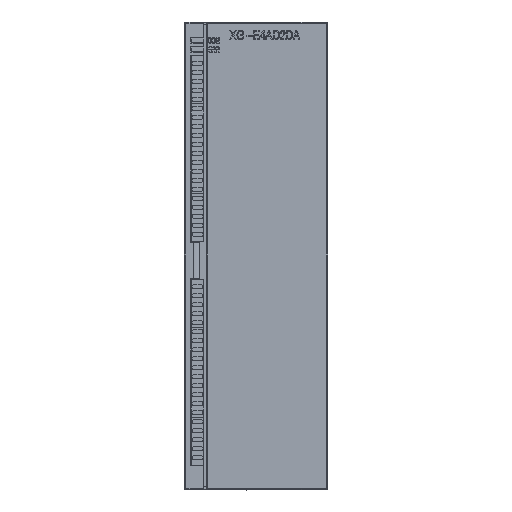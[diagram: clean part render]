
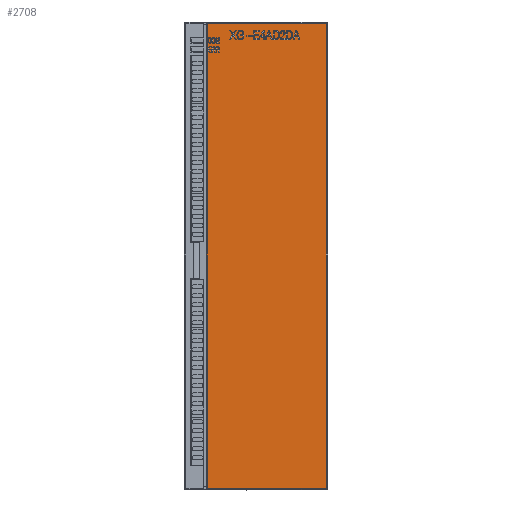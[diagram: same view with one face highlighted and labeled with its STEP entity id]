
A CAD part, front view. The second image highlights one B-rep face of the part: STEP entity #2708.
In plain terms, the highlighted free-form (B-spline) face has degree [1, 1] with [2, 2] control points.
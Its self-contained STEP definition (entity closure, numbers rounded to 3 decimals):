
#2708=ADVANCED_FACE('',(#3846),#18835,.T.);
#3846=FACE_OUTER_BOUND('',#5103,.T.);
#5103=EDGE_LOOP('',(#11019,#11020,#11021,#11022));
#11019=ORIENTED_EDGE('',*,*,#13698,.F.);
#11020=ORIENTED_EDGE('',*,*,#13680,.F.);
#11021=ORIENTED_EDGE('',*,*,#13688,.F.);
#11022=ORIENTED_EDGE('',*,*,#13666,.F.);
#13666=EDGE_CURVE('',#18600,#18601,#16590,.T.);
#13680=EDGE_CURVE('',#18609,#18608,#16599,.T.);
#13688=EDGE_CURVE('',#18601,#18609,#16604,.T.);
#13698=EDGE_CURVE('',#18608,#18600,#16612,.T.);
#16590=B_SPLINE_CURVE_WITH_KNOTS('',1,(#31517,#31518),.UNSPECIFIED.,.F.,
 .F.,(2,2),(0.,129.),.UNSPECIFIED.);
#16599=B_SPLINE_CURVE_WITH_KNOTS('',1,(#31568,#31569),.UNSPECIFIED.,.F.,
 .F.,(2,2),(0.,129.),.UNSPECIFIED.);
#16604=B_SPLINE_CURVE_WITH_KNOTS('',1,(#31591,#31592),.UNSPECIFIED.,.F.,
 .F.,(2,2),(0.,33.089),.UNSPECIFIED.);
#16612=B_SPLINE_CURVE_WITH_KNOTS('',1,(#31617,#31618),.UNSPECIFIED.,.F.,
 .F.,(2,2),(-33.089,0.),.UNSPECIFIED.);
#18600=VERTEX_POINT('',#26057);
#18601=VERTEX_POINT('',#26058);
#18608=VERTEX_POINT('',#26065);
#18609=VERTEX_POINT('',#26066);
#18835=B_SPLINE_SURFACE_WITH_KNOTS('',1,1,((#24410,#24411),(#24412,#24413)),
 .UNSPECIFIED.,.F.,.F.,.F.,(2,2),(2,2),(-3.918,37.007),
(-13.51,142.51),.UNSPECIFIED.);
#24410=CARTESIAN_POINT('',(48.523,111.84,-70.083));
#24411=CARTESIAN_POINT('',(48.523,111.84,85.936));
#24412=CARTESIAN_POINT('',(89.448,111.84,-70.083));
#24413=CARTESIAN_POINT('',(89.448,111.84,85.936));
#26057=CARTESIAN_POINT('',(52.441,111.84,-56.574));
#26058=CARTESIAN_POINT('',(52.441,111.84,72.426));
#26065=CARTESIAN_POINT('',(85.53,111.84,-56.574));
#26066=CARTESIAN_POINT('',(85.53,111.84,72.426));
#31517=CARTESIAN_POINT('',(52.441,111.84,-56.574));
#31518=CARTESIAN_POINT('',(52.441,111.84,72.426));
#31568=CARTESIAN_POINT('',(85.53,111.84,72.426));
#31569=CARTESIAN_POINT('',(85.53,111.84,-56.574));
#31591=CARTESIAN_POINT('',(52.441,111.84,72.426));
#31592=CARTESIAN_POINT('',(85.53,111.84,72.426));
#31617=CARTESIAN_POINT('',(85.53,111.84,-56.574));
#31618=CARTESIAN_POINT('',(52.441,111.84,-56.574));
